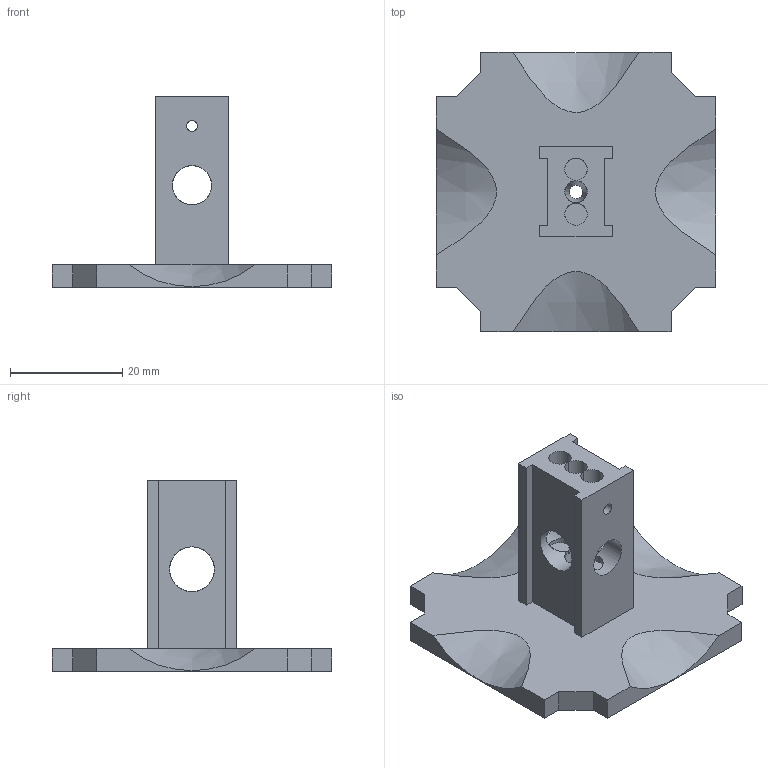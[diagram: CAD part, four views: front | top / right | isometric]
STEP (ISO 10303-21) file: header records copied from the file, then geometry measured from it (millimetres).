
FILE_DESCRIPTION(/* description */ (''),/* implementation_level */ '2;1');
FILE_NAME(/* name */ '20_Cube_Insert_Lightsheet_FEPTube_Rotating_10mmroundcoverslip_v1.ipt.step',/* time_stamp */ '2022-11-29T08:03:54+01:00',/* author */ ('diederichbenedict'),/* organization */ (''),/* preprocessor_version */ 'ST-DEVELOPER v18.1',/* originating_system */ 'Autodesk Inventor 2022',/* authorisation */ '');
FILE_SCHEMA (('AUTOMOTIVE_DESIGN { 1 0 10303 214 3 1 1 }'));
Length unit declared in the file: millimetre
Products named in the file (1): 20_Cube_Insert_Lightsheet_FEPTube_Rotating_10mmroundcoverslip_v1
Bounding box: 49.8 x 49.8 x 34 mm (x, y, z)
Volume: 11810.3 mm3; surface area: 7775 mm2
Topology: 1 solids, 1 shells, 61 faces, 180 edges, 108 vertices
Faces by surface type: plane 33, cylinder 23, cone 5
Full cylindrical faces by diameter (mm): 2 x2, 2.4 x1, 7 x2, 8 x2
Entity records: 2503 total; most frequent: CARTESIAN_POINT 880, ORIENTED_EDGE 360, DIRECTION 288, EDGE_CURVE 180, LINE 112, VECTOR 112, VERTEX_POINT 108, AXIS2_PLACEMENT_3D 88
